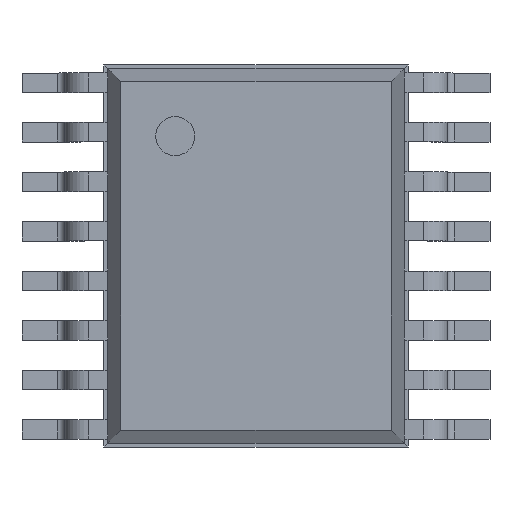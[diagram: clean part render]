
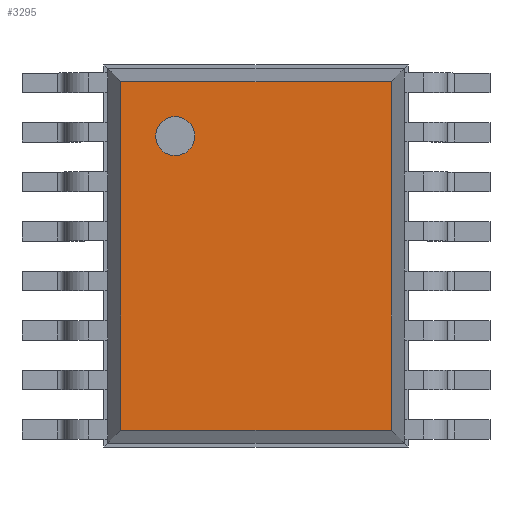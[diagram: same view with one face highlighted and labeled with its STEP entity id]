
A CAD part, top view. The second image highlights one B-rep face of the part: STEP entity #3295.
In plain terms, the highlighted planar face has unit normal (0, 0, 1).
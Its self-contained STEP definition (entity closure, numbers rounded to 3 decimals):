
#1398 = VERTEX_POINT('',#1399);
#1399 = CARTESIAN_POINT('',(1.735,2.235,1.85));
#1404 = EDGE_CURVE('',#1405,#1398,#1407,.T.);
#1405 = VERTEX_POINT('',#1406);
#1406 = CARTESIAN_POINT('',(1.735,-2.235,1.85));
#1407 = LINE('',#1408,#1409);
#1408 = CARTESIAN_POINT('',(1.735,-2.235,1.85));
#1409 = VECTOR('',#1410,1.);
#1410 = DIRECTION('',(0.,1.,0.));
#3259 = EDGE_CURVE('',#3260,#1405,#3262,.T.);
#3260 = VERTEX_POINT('',#3261);
#3261 = CARTESIAN_POINT('',(-1.735,-2.235,1.85));
#3262 = LINE('',#3263,#3264);
#3263 = CARTESIAN_POINT('',(-1.735,-2.235,1.85));
#3264 = VECTOR('',#3265,1.);
#3265 = DIRECTION('',(1.,0.,0.));
#3295 = ADVANCED_FACE('',(#3296,#3314),#3325,.F.);
#3296 = FACE_BOUND('',#3297,.F.);
#3297 = EDGE_LOOP('',(#3298,#3306,#3312,#3313));
#3298 = ORIENTED_EDGE('',*,*,#3299,.F.);
#3299 = EDGE_CURVE('',#3300,#3260,#3302,.T.);
#3300 = VERTEX_POINT('',#3301);
#3301 = CARTESIAN_POINT('',(-1.735,2.235,1.85));
#3302 = LINE('',#3303,#3304);
#3303 = CARTESIAN_POINT('',(-1.735,2.235,1.85));
#3304 = VECTOR('',#3305,1.);
#3305 = DIRECTION('',(0.,-1.,0.));
#3306 = ORIENTED_EDGE('',*,*,#3307,.F.);
#3307 = EDGE_CURVE('',#1398,#3300,#3308,.T.);
#3308 = LINE('',#3309,#3310);
#3309 = CARTESIAN_POINT('',(1.735,2.235,1.85));
#3310 = VECTOR('',#3311,1.);
#3311 = DIRECTION('',(-1.,0.,0.));
#3312 = ORIENTED_EDGE('',*,*,#1404,.F.);
#3313 = ORIENTED_EDGE('',*,*,#3259,.F.);
#3314 = FACE_BOUND('',#3315,.F.);
#3315 = EDGE_LOOP('',(#3316));
#3316 = ORIENTED_EDGE('',*,*,#3317,.T.);
#3317 = EDGE_CURVE('',#3318,#3318,#3320,.T.);
#3318 = VERTEX_POINT('',#3319);
#3319 = CARTESIAN_POINT('',(-1.035,1.285,1.85));
#3320 = CIRCLE('',#3321,0.25);
#3321 = AXIS2_PLACEMENT_3D('',#3322,#3323,#3324);
#3322 = CARTESIAN_POINT('',(-1.035,1.535,1.85));
#3323 = DIRECTION('',(-0.,0.,1.));
#3324 = DIRECTION('',(0.,-1.,0.));
#3325 = PLANE('',#3326);
#3326 = AXIS2_PLACEMENT_3D('',#3327,#3328,#3329);
#3327 = CARTESIAN_POINT('',(-1.735,2.235,1.85));
#3328 = DIRECTION('',(0.,0.,-1.));
#3329 = DIRECTION('',(0.613,-0.79,0.));
